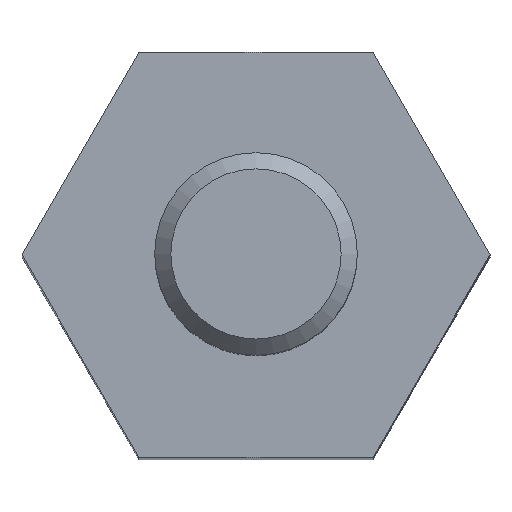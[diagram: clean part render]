
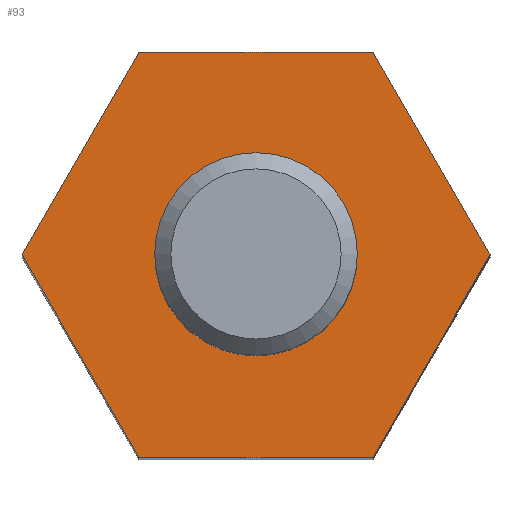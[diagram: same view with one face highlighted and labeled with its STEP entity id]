
A CAD part, top view. The second image highlights one B-rep face of the part: STEP entity #93.
In plain terms, the highlighted planar face has unit normal (0, 0, 1).
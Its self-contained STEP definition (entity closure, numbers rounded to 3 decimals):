
#93 = ADVANCED_FACE( '', ( #193, #194 ), #195, .T. );
#193 = FACE_BOUND( '', #287, .T. );
#194 = FACE_OUTER_BOUND( '', #288, .T. );
#195 = PLANE( '', #289 );
#287 = EDGE_LOOP( '', ( #456 ) );
#288 = EDGE_LOOP( '', ( #457, #458, #459, #460, #461, #462 ) );
#289 = AXIS2_PLACEMENT_3D( '', #463, #464, #465 );
#456 = ORIENTED_EDGE( '', *, *, #481, .T. );
#457 = ORIENTED_EDGE( '', *, *, #519, .T. );
#458 = ORIENTED_EDGE( '', *, *, #490, .T. );
#459 = ORIENTED_EDGE( '', *, *, #544, .T. );
#460 = ORIENTED_EDGE( '', *, *, #510, .T. );
#461 = ORIENTED_EDGE( '', *, *, #496, .T. );
#462 = ORIENTED_EDGE( '', *, *, #516, .T. );
#463 = CARTESIAN_POINT( '', ( 0., 0., 17. ) );
#464 = DIRECTION( '', ( 0., 0., 1. ) );
#465 = DIRECTION( '', ( 1., 0., 0. ) );
#481 = EDGE_CURVE( '', #548, #548, #549, .F. );
#490 = EDGE_CURVE( '', #564, #562, #565, .T. );
#496 = EDGE_CURVE( '', #575, #573, #576, .T. );
#510 = EDGE_CURVE( '', #597, #575, #598, .T. );
#516 = EDGE_CURVE( '', #573, #605, #607, .T. );
#519 = EDGE_CURVE( '', #605, #564, #611, .T. );
#544 = EDGE_CURVE( '', #562, #597, #639, .T. );
#548 = VERTEX_POINT( '', #643 );
#549 = CIRCLE( '', #644, 1.104 );
#562 = VERTEX_POINT( '', #664 );
#564 = VERTEX_POINT( '', #667 );
#565 = LINE( '', #668, #669 );
#573 = VERTEX_POINT( '', #690 );
#575 = VERTEX_POINT( '', #693 );
#576 = LINE( '', #694, #695 );
#597 = VERTEX_POINT( '', #732 );
#598 = LINE( '', #733, #734 );
#605 = VERTEX_POINT( '', #756 );
#607 = LINE( '', #759, #760 );
#611 = LINE( '', #771, #772 );
#639 = LINE( '', #817, #818 );
#643 = CARTESIAN_POINT( '', ( 1.104, 0., 17. ) );
#644 = AXIS2_PLACEMENT_3D( '', #821, #822, #823 );
#664 = CARTESIAN_POINT( '', ( -2.887, 0., 17. ) );
#667 = CARTESIAN_POINT( '', ( -1.443, 2.5, 17. ) );
#668 = CARTESIAN_POINT( '', ( -1.443, 2.5, 17. ) );
#669 = VECTOR( '', #834, 1000. );
#690 = CARTESIAN_POINT( '', ( 2.887, 0., 17. ) );
#693 = CARTESIAN_POINT( '', ( 1.443, -2.5, 17. ) );
#694 = CARTESIAN_POINT( '', ( 1.443, -2.5, 17. ) );
#695 = VECTOR( '', #837, 1000. );
#732 = CARTESIAN_POINT( '', ( -1.443, -2.5, 17. ) );
#733 = CARTESIAN_POINT( '', ( -1.443, -2.5, 17. ) );
#734 = VECTOR( '', #854, 1000. );
#756 = CARTESIAN_POINT( '', ( 1.443, 2.5, 17. ) );
#759 = CARTESIAN_POINT( '', ( 2.887, 0., 17. ) );
#760 = VECTOR( '', #857, 1000. );
#771 = CARTESIAN_POINT( '', ( 1.443, 2.5, 17. ) );
#772 = VECTOR( '', #858, 1000. );
#817 = CARTESIAN_POINT( '', ( -2.887, 0., 17. ) );
#818 = VECTOR( '', #883, 1000. );
#821 = CARTESIAN_POINT( '', ( 0., 0., 17. ) );
#822 = DIRECTION( '', ( 0., 0., 1. ) );
#823 = DIRECTION( '', ( 1., 0., 0. ) );
#834 = DIRECTION( '', ( -0.5, -0.866, 0. ) );
#837 = DIRECTION( '', ( 0.5, 0.866, 0. ) );
#854 = DIRECTION( '', ( 1., 0., 0. ) );
#857 = DIRECTION( '', ( -0.5, 0.866, 0. ) );
#858 = DIRECTION( '', ( -1., 0., 0. ) );
#883 = DIRECTION( '', ( 0.5, -0.866, 0. ) );
